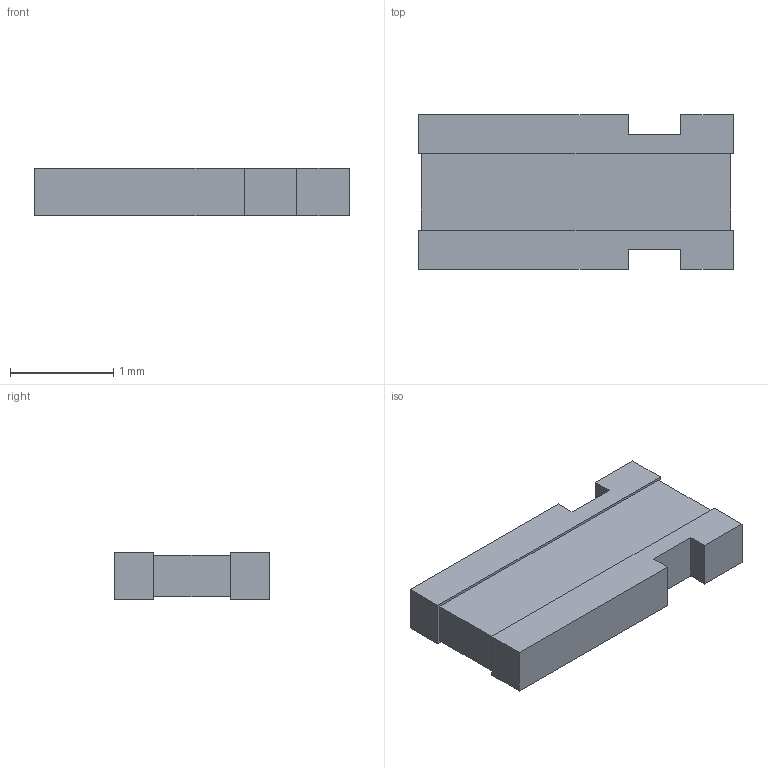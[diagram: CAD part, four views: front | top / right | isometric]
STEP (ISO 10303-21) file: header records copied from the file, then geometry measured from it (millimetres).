
FILE_DESCRIPTION(('FreeCAD Model'),'2;1');
FILE_NAME('R_Shunt_Vishay_WSKW0612.step', '2018-07-29T23:01:41',('kicad StepUp'),('ksu MCAD'), 'Open CASCADE STEP processor 6.8','FreeCAD','Unknown');
FILE_SCHEMA(('AUTOMOTIVE_DESIGN_CC2 { 1 2 10303 214 -1 1 5 4 }'));
Length unit declared in the file: millimetre
Products named in the file (1): R_Shunt_Vishay_WSKW0612
Bounding box: 3.05 x 1.5 x 0.46 mm (x, y, z)
Volume: 1.9 mm3; surface area: 13.5 mm2
Topology: 1 solids, 1 shells, 24 faces, 60 edges, 40 vertices
Faces by surface type: plane 24
Entity records: 492 total; most frequent: ORIENTED_EDGE 98, EDGE_CURVE 60, LINE 60, CARTESIAN_POINT 41, VERTEX_POINT 40, FACE_BOUND 26, EDGE_LOOP 26, AXIS2_PLACEMENT_3D 25
